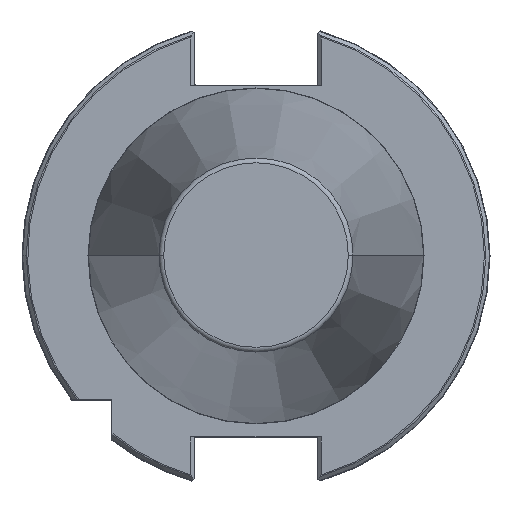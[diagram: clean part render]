
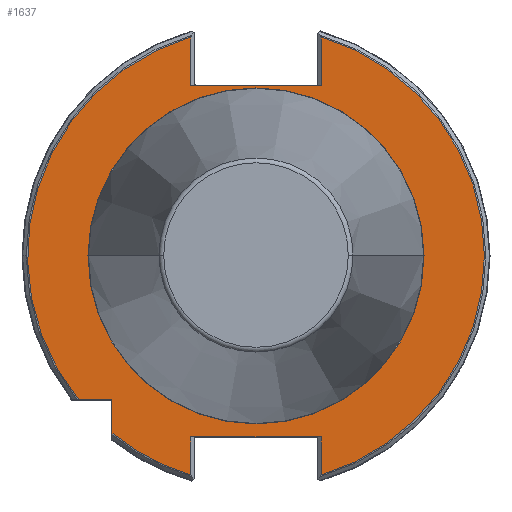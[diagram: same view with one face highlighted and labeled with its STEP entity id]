
A CAD part, top view. The second image highlights one B-rep face of the part: STEP entity #1637.
In plain terms, the highlighted planar face has unit normal (0, 0, 1).
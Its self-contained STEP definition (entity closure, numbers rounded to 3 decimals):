
#37 = ORIENTED_EDGE ( 'NONE', *, *, #3220, .T. ) ;
#50 = CIRCLE ( 'NONE', #2472, 47.584 ) ;
#61 = LINE ( 'NONE', #2288, #1210 ) ;
#139 = VECTOR ( 'NONE', #403, 1000. ) ;
#203 = DIRECTION ( 'NONE',  ( 0., 0., 1. ) ) ;
#233 = ORIENTED_EDGE ( 'NONE', *, *, #1098, .F. ) ;
#248 = DIRECTION ( 'NONE',  ( 0., 0., 1. ) ) ;
#258 = CARTESIAN_POINT ( 'NONE',  ( 13.55, -45.816, -3.2 ) ) ;
#266 = AXIS2_PLACEMENT_3D ( 'NONE', #1076, #2930, #1346 ) ;
#268 = DIRECTION ( 'NONE',  ( 1., 0., 0. ) ) ;
#312 = LINE ( 'NONE', #2486, #1009 ) ;
#335 = DIRECTION ( 'NONE',  ( 1., 0., 0. ) ) ;
#352 = ORIENTED_EDGE ( 'NONE', *, *, #2690, .T. ) ;
#369 = VERTEX_POINT ( 'NONE', #2131 ) ;
#390 = VERTEX_POINT ( 'NONE', #447 ) ;
#397 = CARTESIAN_POINT ( 'NONE',  ( -30., -36.936, -3.2 ) ) ;
#403 = DIRECTION ( 'NONE',  ( 0., 1., 0. ) ) ;
#447 = CARTESIAN_POINT ( 'NONE',  ( 47.584, 0., -3.2 ) ) ;
#471 = VERTEX_POINT ( 'NONE', #2276 ) ;
#480 = CARTESIAN_POINT ( 'NONE',  ( -35., 0., -3.2 ) ) ;
#512 = AXIS2_PLACEMENT_3D ( 'NONE', #2954, #1364, #3216 ) ;
#513 = DIRECTION ( 'NONE',  ( 1., 0., 0. ) ) ;
#518 = CARTESIAN_POINT ( 'NONE',  ( 13.55, -37.7, -3.2 ) ) ;
#540 = VERTEX_POINT ( 'NONE', #2560 ) ;
#573 = DIRECTION ( 'NONE',  ( -1., 0., 0. ) ) ;
#582 = PLANE ( 'NONE',  #1951 ) ;
#593 = ORIENTED_EDGE ( 'NONE', *, *, #1611, .F. ) ;
#653 = DIRECTION ( 'NONE',  ( 0., 1., 0. ) ) ;
#672 = EDGE_LOOP ( 'NONE', ( #233, #978 ) ) ;
#689 = ORIENTED_EDGE ( 'NONE', *, *, #2028, .T. ) ;
#750 = EDGE_LOOP ( 'NONE', ( #1061, #1129, #1238, #2062, #37, #1596, #352, #3345, #2940, #3286, #689, #593 ) ) ;
#774 = CARTESIAN_POINT ( 'NONE',  ( 0., -37.7, -3.2 ) ) ;
#793 = LINE ( 'NONE', #2943, #1402 ) ;
#815 = CARTESIAN_POINT ( 'NONE',  ( 13.55, -45.614, -3.2 ) ) ;
#830 = VERTEX_POINT ( 'NONE', #2008 ) ;
#833 = DIRECTION ( 'NONE',  ( 0., -1., 0. ) ) ;
#877 = VERTEX_POINT ( 'NONE', #1764 ) ;
#922 = VERTEX_POINT ( 'NONE', #2075 ) ;
#947 = AXIS2_PLACEMENT_3D ( 'NONE', #1800, #248, #2078 ) ;
#978 = ORIENTED_EDGE ( 'NONE', *, *, #1980, .F. ) ;
#1009 = VECTOR ( 'NONE', #653, 1000. ) ;
#1061 = ORIENTED_EDGE ( 'NONE', *, *, #1385, .T. ) ;
#1076 = CARTESIAN_POINT ( 'NONE',  ( 0., 0., -3.2 ) ) ;
#1098 = EDGE_CURVE ( 'NONE', #1812, #1401, #1938, .T. ) ;
#1119 = CIRCLE ( 'NONE', #1174, 47.584 ) ;
#1129 = ORIENTED_EDGE ( 'NONE', *, *, #2630, .T. ) ;
#1174 = AXIS2_PLACEMENT_3D ( 'NONE', #3417, #1823, #268 ) ;
#1178 = CARTESIAN_POINT ( 'NONE',  ( -13.55, 45.816, -3.2 ) ) ;
#1204 = EDGE_CURVE ( 'NONE', #922, #830, #312, .T. ) ;
#1210 = VECTOR ( 'NONE', #2825, 1000. ) ;
#1238 = ORIENTED_EDGE ( 'NONE', *, *, #1204, .T. ) ;
#1311 = CARTESIAN_POINT ( 'NONE',  ( 0., 0., -3.2 ) ) ;
#1346 = DIRECTION ( 'NONE',  ( 1., 0., 0. ) ) ;
#1364 = DIRECTION ( 'NONE',  ( 0., 0., 1. ) ) ;
#1373 = CARTESIAN_POINT ( 'NONE',  ( 0., 0., -3.2 ) ) ;
#1385 = EDGE_CURVE ( 'NONE', #877, #2334, #61, .T. ) ;
#1401 = VERTEX_POINT ( 'NONE', #480 ) ;
#1402 = VECTOR ( 'NONE', #2409, 1000. ) ;
#1470 = AXIS2_PLACEMENT_3D ( 'NONE', #1311, #3161, #1564 ) ;
#1496 = VERTEX_POINT ( 'NONE', #518 ) ;
#1501 = CARTESIAN_POINT ( 'NONE',  ( 13.55, 0., -3.2 ) ) ;
#1564 = DIRECTION ( 'NONE',  ( 1., 0., 0. ) ) ;
#1596 = ORIENTED_EDGE ( 'NONE', *, *, #2467, .T. ) ;
#1606 = LINE ( 'NONE', #1178, #139 ) ;
#1611 = EDGE_CURVE ( 'NONE', #877, #540, #2746, .T. ) ;
#1637 = ADVANCED_FACE ( 'NONE', ( #1935, #3280 ), #582, .T. ) ;
#1647 = CIRCLE ( 'NONE', #1470, 47.584 ) ;
#1720 = CIRCLE ( 'NONE', #947, 35. ) ;
#1749 = CARTESIAN_POINT ( 'NONE',  ( 0., 0., -3.2 ) ) ;
#1764 = CARTESIAN_POINT ( 'NONE',  ( -30., -30., -3.2 ) ) ;
#1782 = EDGE_CURVE ( 'NONE', #369, #2868, #1606, .T. ) ;
#1800 = CARTESIAN_POINT ( 'NONE',  ( 0., 0., -3.2 ) ) ;
#1812 = VERTEX_POINT ( 'NONE', #2511 ) ;
#1823 = DIRECTION ( 'NONE',  ( 0., 0., 1. ) ) ;
#1886 = DIRECTION ( 'NONE',  ( 0., 0., 1. ) ) ;
#1935 = FACE_OUTER_BOUND ( 'NONE', #750, .T. ) ;
#1938 = CIRCLE ( 'NONE', #512, 35. ) ;
#1951 = AXIS2_PLACEMENT_3D ( 'NONE', #1373, #1886, #335 ) ;
#1980 = EDGE_CURVE ( 'NONE', #1401, #1812, #1720, .T. ) ;
#2001 = EDGE_CURVE ( 'NONE', #830, #1496, #3142, .T. ) ;
#2008 = CARTESIAN_POINT ( 'NONE',  ( -13.55, -37.7, -3.2 ) ) ;
#2025 = DIRECTION ( 'NONE',  ( 1., 0., 0. ) ) ;
#2028 = EDGE_CURVE ( 'NONE', #2868, #540, #1647, .T. ) ;
#2062 = ORIENTED_EDGE ( 'NONE', *, *, #2001, .T. ) ;
#2075 = CARTESIAN_POINT ( 'NONE',  ( -13.55, -45.614, -3.2 ) ) ;
#2078 = DIRECTION ( 'NONE',  ( 1., 0., 0. ) ) ;
#2131 = CARTESIAN_POINT ( 'NONE',  ( -13.55, 35.5, -3.2 ) ) ;
#2139 = CARTESIAN_POINT ( 'NONE',  ( -30., -30., -3.2 ) ) ;
#2151 = EDGE_CURVE ( 'NONE', #3359, #369, #793, .T. ) ;
#2230 = LINE ( 'NONE', #258, #2317 ) ;
#2269 = CIRCLE ( 'NONE', #266, 47.584 ) ;
#2276 = CARTESIAN_POINT ( 'NONE',  ( 13.55, 45.614, -3.2 ) ) ;
#2288 = CARTESIAN_POINT ( 'NONE',  ( -30., -30., -3.2 ) ) ;
#2317 = VECTOR ( 'NONE', #833, 1000. ) ;
#2334 = VERTEX_POINT ( 'NONE', #397 ) ;
#2358 = VECTOR ( 'NONE', #513, 1000. ) ;
#2385 = CARTESIAN_POINT ( 'NONE',  ( 13.55, 35.5, -3.2 ) ) ;
#2409 = DIRECTION ( 'NONE',  ( -1., 0., 0. ) ) ;
#2467 = EDGE_CURVE ( 'NONE', #3349, #390, #50, .T. ) ;
#2472 = AXIS2_PLACEMENT_3D ( 'NONE', #1749, #203, #2025 ) ;
#2486 = CARTESIAN_POINT ( 'NONE',  ( -13.55, 0., -3.2 ) ) ;
#2506 = EDGE_CURVE ( 'NONE', #471, #3359, #2779, .T. ) ;
#2511 = CARTESIAN_POINT ( 'NONE',  ( 35., 0., -3.2 ) ) ;
#2560 = CARTESIAN_POINT ( 'NONE',  ( -36.936, -30., -3.2 ) ) ;
#2630 = EDGE_CURVE ( 'NONE', #2334, #922, #1119, .T. ) ;
#2657 = VECTOR ( 'NONE', #573, 1000. ) ;
#2690 = EDGE_CURVE ( 'NONE', #390, #471, #2269, .T. ) ;
#2746 = LINE ( 'NONE', #2139, #2657 ) ;
#2748 = CARTESIAN_POINT ( 'NONE',  ( -13.55, 45.614, -3.2 ) ) ;
#2779 = LINE ( 'NONE', #1501, #3314 ) ;
#2825 = DIRECTION ( 'NONE',  ( 0., -1., 0. ) ) ;
#2850 = DIRECTION ( 'NONE',  ( 0., -1., 0. ) ) ;
#2868 = VERTEX_POINT ( 'NONE', #2748 ) ;
#2930 = DIRECTION ( 'NONE',  ( 0., 0., 1. ) ) ;
#2940 = ORIENTED_EDGE ( 'NONE', *, *, #2151, .T. ) ;
#2943 = CARTESIAN_POINT ( 'NONE',  ( 0., 35.5, -3.2 ) ) ;
#2954 = CARTESIAN_POINT ( 'NONE',  ( 0., 0., -3.2 ) ) ;
#3142 = LINE ( 'NONE', #774, #2358 ) ;
#3161 = DIRECTION ( 'NONE',  ( 0., 0., 1. ) ) ;
#3216 = DIRECTION ( 'NONE',  ( 1., 0., 0. ) ) ;
#3220 = EDGE_CURVE ( 'NONE', #1496, #3349, #2230, .T. ) ;
#3280 = FACE_BOUND ( 'NONE', #672, .T. ) ;
#3286 = ORIENTED_EDGE ( 'NONE', *, *, #1782, .T. ) ;
#3314 = VECTOR ( 'NONE', #2850, 1000. ) ;
#3345 = ORIENTED_EDGE ( 'NONE', *, *, #2506, .T. ) ;
#3349 = VERTEX_POINT ( 'NONE', #815 ) ;
#3359 = VERTEX_POINT ( 'NONE', #2385 ) ;
#3417 = CARTESIAN_POINT ( 'NONE',  ( 0., 0., -3.2 ) ) ;
